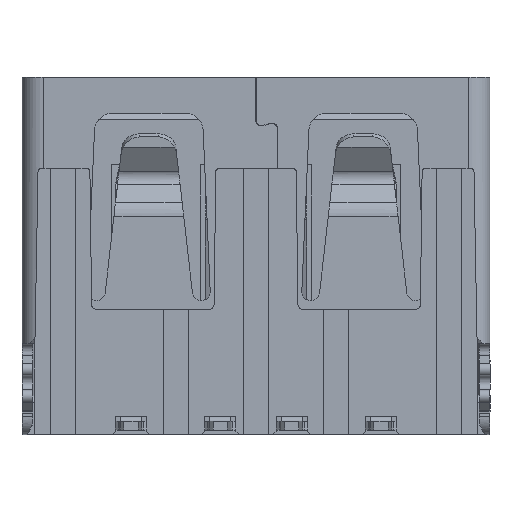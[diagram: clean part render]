
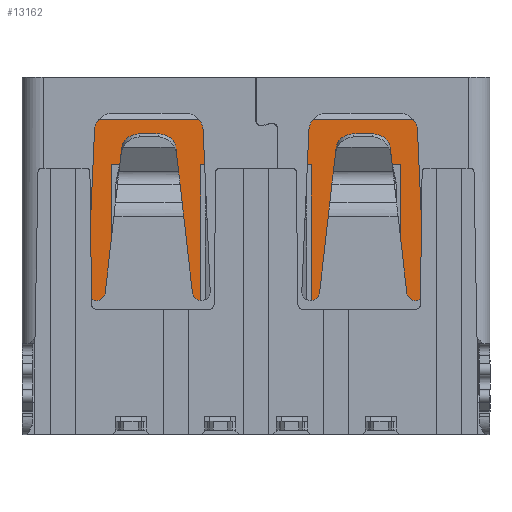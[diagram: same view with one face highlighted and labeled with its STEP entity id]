
A CAD part, front view. The second image highlights one B-rep face of the part: STEP entity #13162.
In plain terms, the highlighted planar face has unit normal (0, -1, 0).
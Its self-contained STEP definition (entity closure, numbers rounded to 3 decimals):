
#3944=ORIENTED_EDGE('',*,*,#6323,.T.);
#3945=ORIENTED_EDGE('',*,*,#6051,.F.);
#3946=ORIENTED_EDGE('',*,*,#6232,.T.);
#3947=ORIENTED_EDGE('',*,*,#6330,.F.);
#3948=ORIENTED_EDGE('',*,*,#6202,.T.);
#3949=ORIENTED_EDGE('',*,*,#5617,.T.);
#3950=ORIENTED_EDGE('',*,*,#5832,.T.);
#3951=ORIENTED_EDGE('',*,*,#6265,.T.);
#3952=ORIENTED_EDGE('',*,*,#6328,.T.);
#3953=ORIENTED_EDGE('',*,*,#6312,.T.);
#3954=ORIENTED_EDGE('',*,*,#6251,.T.);
#3955=ORIENTED_EDGE('',*,*,#6074,.T.);
#3956=ORIENTED_EDGE('',*,*,#6246,.T.);
#3957=ORIENTED_EDGE('',*,*,#6320,.T.);
#3958=ORIENTED_EDGE('',*,*,#5817,.T.);
#3959=ORIENTED_EDGE('',*,*,#5998,.T.);
#3960=ORIENTED_EDGE('',*,*,#5578,.T.);
#3961=ORIENTED_EDGE('',*,*,#5650,.T.);
#3962=ORIENTED_EDGE('',*,*,#6253,.T.);
#3963=ORIENTED_EDGE('',*,*,#5753,.T.);
#5578=EDGE_CURVE('',#7212,#7211,#8477,.T.);
#5617=EDGE_CURVE('',#7251,#7250,#8516,.T.);
#5650=EDGE_CURVE('',#7211,#7283,#8548,.T.);
#5753=EDGE_CURVE('',#7376,#7375,#8641,.T.);
#5817=EDGE_CURVE('',#7427,#7430,#8699,.T.);
#5832=EDGE_CURVE('',#7250,#7438,#8714,.T.);
#5998=EDGE_CURVE('',#7430,#7212,#8869,.T.);
#6051=EDGE_CURVE('',#7590,#7591,#8919,.T.);
#6074=EDGE_CURVE('',#7604,#7603,#8940,.T.);
#6202=EDGE_CURVE('',#7667,#7251,#9057,.T.);
#6232=EDGE_CURVE('',#7590,#7681,#9084,.T.);
#6246=EDGE_CURVE('',#7603,#7685,#9095,.T.);
#6251=EDGE_CURVE('',#7686,#7604,#9099,.T.);
#6253=EDGE_CURVE('',#7283,#7376,#9101,.T.);
#6265=EDGE_CURVE('',#7438,#7689,#9112,.T.);
#6312=EDGE_CURVE('',#7701,#7686,#9151,.T.);
#6320=EDGE_CURVE('',#7685,#7427,#9159,.T.);
#6323=EDGE_CURVE('',#7375,#7591,#9162,.T.);
#6328=EDGE_CURVE('',#7689,#7701,#9165,.T.);
#6330=EDGE_CURVE('',#7667,#7681,#9167,.T.);
#7211=VERTEX_POINT('',#20788);
#7212=VERTEX_POINT('',#20790);
#7250=VERTEX_POINT('',#20874);
#7251=VERTEX_POINT('',#20876);
#7283=VERTEX_POINT('',#20945);
#7375=VERTEX_POINT('',#21160);
#7376=VERTEX_POINT('',#21162);
#7427=VERTEX_POINT('',#21288);
#7430=VERTEX_POINT('',#21293);
#7438=VERTEX_POINT('',#21320);
#7590=VERTEX_POINT('',#21727);
#7591=VERTEX_POINT('',#21729);
#7603=VERTEX_POINT('',#21768);
#7604=VERTEX_POINT('',#21770);
#7667=VERTEX_POINT('',#22007);
#7681=VERTEX_POINT('',#22059);
#7685=VERTEX_POINT('',#22085);
#7686=VERTEX_POINT('',#22094);
#7689=VERTEX_POINT('',#22123);
#7701=VERTEX_POINT('',#22219);
#8477=LINE('',#20789,#9937);
#8516=LINE('',#20875,#9976);
#8548=LINE('',#20946,#10008);
#8641=LINE('',#21161,#10101);
#8699=LINE('',#21294,#10159);
#8714=LINE('',#21321,#10174);
#8869=LINE('',#21629,#10329);
#8919=LINE('',#21728,#10379);
#8940=LINE('',#21769,#10400);
#9057=LINE('',#22008,#10517);
#9084=LINE('',#22060,#10544);
#9095=LINE('',#22086,#10555);
#9099=LINE('',#22095,#10559);
#9101=LINE('',#22098,#10561);
#9112=LINE('',#22124,#10572);
#9151=LINE('',#22218,#10611);
#9159=LINE('',#22233,#10619);
#9162=LINE('',#22240,#10622);
#9165=LINE('',#22252,#10625);
#9167=LINE('',#22258,#10627);
#9937=VECTOR('',#16068,1000.);
#9976=VECTOR('',#16123,1000.);
#10008=VECTOR('',#16167,1000.);
#10101=VECTOR('',#16320,1000.);
#10159=VECTOR('',#16418,1000.);
#10174=VECTOR('',#16441,1000.);
#10329=VECTOR('',#16666,1000.);
#10379=VECTOR('',#16746,1000.);
#10400=VECTOR('',#16781,1000.);
#10517=VECTOR('',#17014,1000.);
#10544=VECTOR('',#17063,1000.);
#10555=VECTOR('',#17096,1000.);
#10559=VECTOR('',#17108,1000.);
#10561=VECTOR('',#17112,1000.);
#10572=VECTOR('',#17147,1000.);
#10611=VECTOR('',#17274,1000.);
#10619=VECTOR('',#17292,1000.);
#10622=VECTOR('',#17303,1000.);
#10625=VECTOR('',#17324,1000.);
#10627=VECTOR('',#17334,1000.);
#11360=EDGE_LOOP('',(#3944,#3945,#3946,#3947,#3948,#3949,#3950,#3951,#3952,
#3953,#3954,#3955,#3956,#3957,#3958,#3959,#3960,#3961,#3962,#3963));
#12046=FACE_BOUND('',#11360,.T.);
#12539=PLANE('',#14158);
#13162=ADVANCED_FACE('',(#12046),#12539,.T.);
#14158=AXIS2_PLACEMENT_3D('',#22257,#17332,#17333);
#16068=DIRECTION('',(1.,0.,0.));
#16123=DIRECTION('',(0.,0.,1.));
#16167=DIRECTION('',(0.,0.,1.));
#16320=DIRECTION('',(0.,0.,-1.));
#16418=DIRECTION('',(1.,0.,0.));
#16441=DIRECTION('',(1.,0.,0.));
#16666=DIRECTION('',(0.,0.,-1.));
#16746=DIRECTION('',(0.,0.,-1.));
#16781=DIRECTION('',(0.,0.,-1.));
#17014=DIRECTION('',(1.,0.,0.));
#17063=DIRECTION('',(-1.,0.,0.));
#17096=DIRECTION('',(1.,0.,0.));
#17108=DIRECTION('',(1.,0.,0.));
#17112=DIRECTION('',(1.,0.,0.));
#17147=DIRECTION('',(0.,0.,-1.));
#17274=DIRECTION('',(0.,0.,1.));
#17292=DIRECTION('',(0.,0.,1.));
#17303=DIRECTION('',(1.,0.,0.));
#17324=DIRECTION('',(1.,0.,0.));
#17332=DIRECTION('',(0.,-1.,0.));
#17333=DIRECTION('',(0.,0.,-1.));
#17334=DIRECTION('',(0.,0.,1.));
#20788=CARTESIAN_POINT('',(2.95,0.,0.3));
#20789=CARTESIAN_POINT('',(-5.5,0.,0.3));
#20790=CARTESIAN_POINT('',(1.55,0.,0.3));
#20874=CARTESIAN_POINT('',(-4.05,0.,6.45));
#20875=CARTESIAN_POINT('',(-4.05,0.,0.));
#20876=CARTESIAN_POINT('',(-4.05,0.,0.3));
#20945=CARTESIAN_POINT('',(2.95,0.,6.45));
#20946=CARTESIAN_POINT('',(2.95,0.,0.));
#21160=CARTESIAN_POINT('',(4.05,0.,0.3));
#21161=CARTESIAN_POINT('',(4.05,0.,0.));
#21162=CARTESIAN_POINT('',(4.05,0.,6.45));
#21288=CARTESIAN_POINT('',(0.45,0.,6.45));
#21293=CARTESIAN_POINT('',(1.55,0.,6.45));
#21294=CARTESIAN_POINT('',(-5.5,0.,6.45));
#21320=CARTESIAN_POINT('',(-2.95,0.,6.45));
#21321=CARTESIAN_POINT('',(-5.5,0.,6.45));
#21629=CARTESIAN_POINT('',(1.55,0.,0.));
#21727=CARTESIAN_POINT('',(5.35,0.,7.722));
#21728=CARTESIAN_POINT('',(5.35,0.,20.738));
#21729=CARTESIAN_POINT('',(5.35,0.,0.3));
#21768=CARTESIAN_POINT('',(-0.45,0.,0.3));
#21769=CARTESIAN_POINT('',(-0.45,0.,0.));
#21770=CARTESIAN_POINT('',(-0.45,0.,6.45));
#22007=CARTESIAN_POINT('',(-5.35,0.,0.3));
#22008=CARTESIAN_POINT('',(-5.5,0.,0.3));
#22059=CARTESIAN_POINT('',(-5.35,0.,7.722));
#22060=CARTESIAN_POINT('',(-6.,0.,7.722));
#22085=CARTESIAN_POINT('',(0.45,0.,0.3));
#22086=CARTESIAN_POINT('',(-5.5,0.,0.3));
#22094=CARTESIAN_POINT('',(-1.55,0.,6.45));
#22095=CARTESIAN_POINT('',(-5.5,0.,6.45));
#22098=CARTESIAN_POINT('',(-5.5,0.,6.45));
#22123=CARTESIAN_POINT('',(-2.95,0.,0.3));
#22124=CARTESIAN_POINT('',(-2.95,0.,0.));
#22218=CARTESIAN_POINT('',(-1.55,0.,0.));
#22219=CARTESIAN_POINT('',(-1.55,0.,0.3));
#22233=CARTESIAN_POINT('',(0.45,0.,0.));
#22240=CARTESIAN_POINT('',(-5.5,0.,0.3));
#22252=CARTESIAN_POINT('',(-5.5,0.,0.3));
#22257=CARTESIAN_POINT('',(-5.5,0.,0.));
#22258=CARTESIAN_POINT('',(-5.35,0.,20.738));
